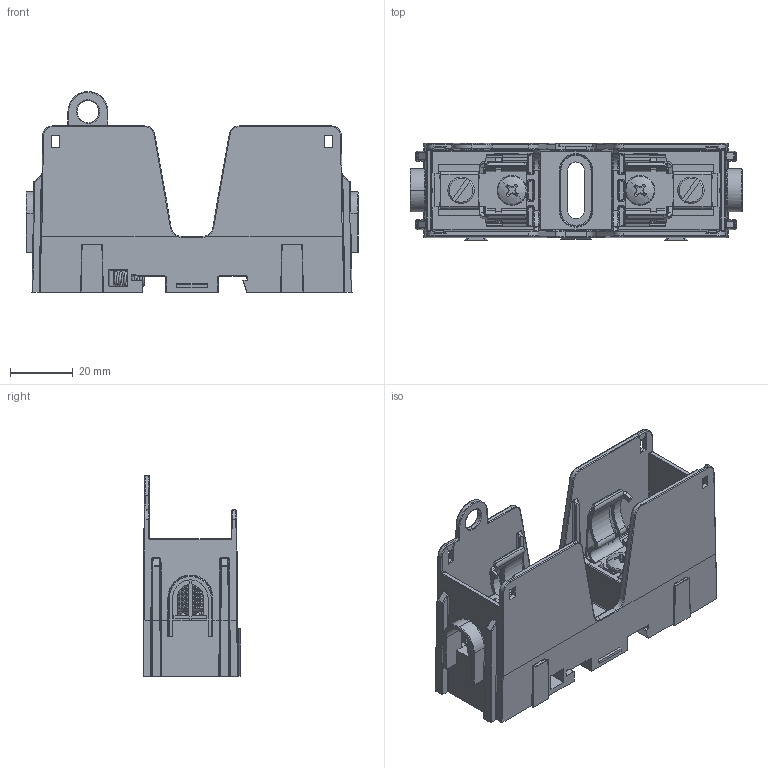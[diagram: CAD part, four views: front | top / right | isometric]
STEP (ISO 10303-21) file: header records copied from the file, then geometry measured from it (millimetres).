
FILE_DESCRIPTION (( 'STEP AP214' ), '1' );
FILE_NAME ('OUT-380443.STEP', '2024-02-26T22:03:38', ( '' ), ( '' ), 'SwSTEP 2.0', 'SolidWorks 2021', '' );
FILE_SCHEMA (( 'AUTOMOTIVE_DESIGN' ));
Length unit declared in the file: inch
Products named in the file (9): 360384_WITH REINFORCING SPRING; F08936_90272A147; 330832_OVER CLIP; 410045; 370037_WITH REINFORCING SPRING; C08970; 220034_2022N118; OUT-380443; 310170
Assembly tree (10 placements, depth 3):
  OUT-380443
    410045
    360384_WITH REINFORCING SPRING  x2
      370037_WITH REINFORCING SPRING
      C08970
      310170
      330832_OVER CLIP
    F08936_90272A147  x2
    220034_2022N118
Bounding box: 105.4 x 30.99 x 63.75 mm (x, y, z)
Volume: 46522.8 mm3; surface area: 45723.2 mm2
Topology: 12 solids, 12 shells, 1864 faces, 4557 edges, 2720 vertices
Faces by surface type: plane 757, cylinder 669, bspline 148, sphere 148, cone 128, torus 14
Entity records: 48484 total; most frequent: CARTESIAN_POINT 16288, ORIENTED_EDGE 7018, DIRECTION 6338, EDGE_CURVE 3509, AXIS2_PLACEMENT_3D 2182, VERTEX_POINT 2090, LINE 1974, VECTOR 1974
